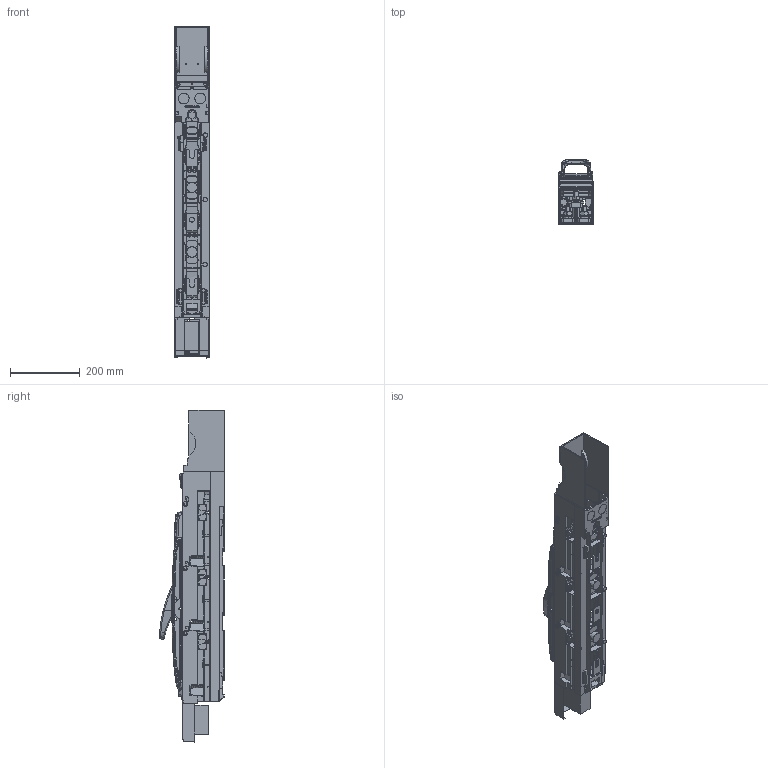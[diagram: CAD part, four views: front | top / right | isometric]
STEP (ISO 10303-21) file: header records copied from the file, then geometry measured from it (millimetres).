
FILE_DESCRIPTION((''),'2;1');
FILE_NAME('PRT0001','2022-08-11T11:48:21',('XYS'),(''),'CREO PARAMETRIC BY PTC INC, 2016390','CREO PARAMETRIC BY PTC INC, 2016390','');
FILE_SCHEMA(('CONFIG_CONTROL_DESIGN'));
Products named in the file (1): PRT0001
Bounding box: 99.17 x 185.85 x 949.67 mm (x, y, z)
Surface area: 727865.5 mm2 (no closed solid volume)
Topology: 0 solids, 86 shells, 2437 faces, 11702 edges, 9100 vertices
Faces by surface type: plane 1313, cylinder 535, bspline 363, cone 81, torus 76, extrusion 43, sphere 26
Entity records: 143241 total; most frequent: CARTESIAN_POINT 60014, ORIENTED_EDGE 17222, DIRECTION 13286, EDGE_CURVE 11671, VERTEX_POINT 9100, VECTOR 6956, LINE 6913, B_SPLINE_CURVE_WITH_KNOTS 3667
